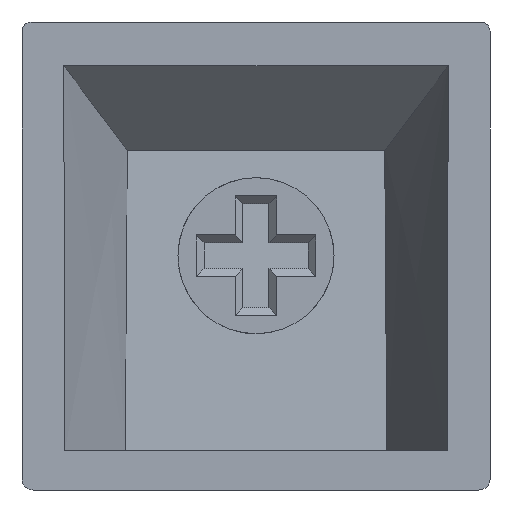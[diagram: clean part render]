
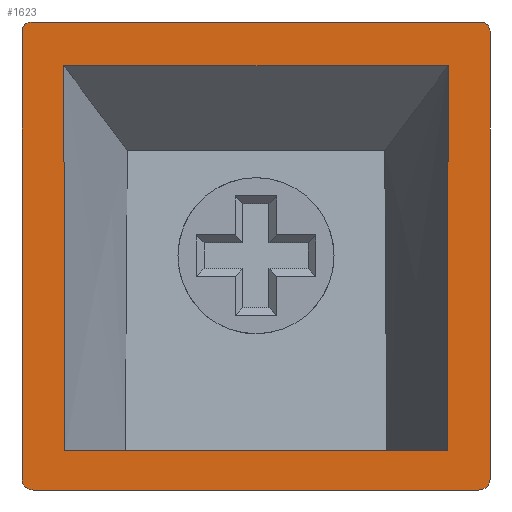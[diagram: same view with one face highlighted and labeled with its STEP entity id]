
A CAD part, front view. The second image highlights one B-rep face of the part: STEP entity #1623.
In plain terms, the highlighted planar face has unit normal (0, -1, 0).
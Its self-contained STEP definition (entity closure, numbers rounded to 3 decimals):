
#1623=ADVANCED_FACE('',(#1624,#1714),#1758,.T.);
#1624=FACE_BOUND('',#1625,.T.);
#1625=EDGE_LOOP('',(#1626,#1636,#1650,#1658,#1672,#1680,#1694,#1702));
#1626=ORIENTED_EDGE('',*,*,#1627,.T.);
#1627=EDGE_CURVE('',#1628,#1630,#1632,.F.);
#1628=VERTEX_POINT('',#1629);
#1629=CARTESIAN_POINT('',(0.443,0.0,-18.0));
#1630=VERTEX_POINT('',#1631);
#1631=CARTESIAN_POINT('',(17.557,0.0,-18.0));
#1632=LINE('',#1633,#1634);
#1633=CARTESIAN_POINT('',(0.0,0.0,-18.0));
#1634=VECTOR('',#1635,1.0);
#1635=DIRECTION('',(-1.0,0.0,0.0));
#1636=ORIENTED_EDGE('',*,*,#1637,.T.);
#1637=EDGE_CURVE('',#1630,#1638,#1640,.T.);
#1638=VERTEX_POINT('',#1639);
#1639=CARTESIAN_POINT('',(18.0,0.0,-17.6));
#1640=B_SPLINE_CURVE_WITH_KNOTS('',2,(#1641,#1642,#1643,#1644,#1645,#1646,#1647,#1648,#1649),.UNSPECIFIED.,.F.,.U.,(3,2,2,2,3),(0.0,0.25,0.5,0.75,1.0),.PIECEWISE_BEZIER_KNOTS.);
#1641=CARTESIAN_POINT('',(17.557,0.0,-18.0));
#1642=CARTESIAN_POINT('',(17.64,0.0,-18.0));
#1643=CARTESIAN_POINT('',(17.719,0.0,-17.972));
#1644=CARTESIAN_POINT('',(17.798,0.0,-17.945));
#1645=CARTESIAN_POINT('',(17.862,0.0,-17.891));
#1646=CARTESIAN_POINT('',(17.926,0.0,-17.836));
#1647=CARTESIAN_POINT('',(17.963,0.0,-17.761));
#1648=CARTESIAN_POINT('',(18.,0.0,-17.685));
#1649=CARTESIAN_POINT('',(18.,0.0,-17.6));
#1650=ORIENTED_EDGE('',*,*,#1651,.T.);
#1651=EDGE_CURVE('',#1638,#1652,#1654,.F.);
#1652=VERTEX_POINT('',#1653);
#1653=CARTESIAN_POINT('',(18.0,0.0,-0.378));
#1654=LINE('',#1655,#1656);
#1655=CARTESIAN_POINT('',(18.0,0.0,0.0));
#1656=VECTOR('',#1657,1.0);
#1657=DIRECTION('',(0.,0.0,-1.0));
#1658=ORIENTED_EDGE('',*,*,#1659,.T.);
#1659=EDGE_CURVE('',#1652,#1660,#1662,.T.);
#1660=VERTEX_POINT('',#1661);
#1661=CARTESIAN_POINT('',(17.64,0.0,0.0));
#1662=B_SPLINE_CURVE_WITH_KNOTS('',2,(#1663,#1664,#1665,#1666,#1667,#1668,#1669,#1670,#1671),.UNSPECIFIED.,.F.,.U.,(3,2,2,2,3),(0.0,0.25,0.5,0.75,1.0),.PIECEWISE_BEZIER_KNOTS.);
#1663=CARTESIAN_POINT('',(18.,0.0,-0.378));
#1664=CARTESIAN_POINT('',(18.,0.0,-0.303));
#1665=CARTESIAN_POINT('',(17.976,0.0,-0.235));
#1666=CARTESIAN_POINT('',(17.952,0.0,-0.166));
#1667=CARTESIAN_POINT('',(17.902,0.0,-0.111));
#1668=CARTESIAN_POINT('',(17.853,0.0,-0.058));
#1669=CARTESIAN_POINT('',(17.783,0.0,-0.028));
#1670=CARTESIAN_POINT('',(17.717,0.0,0.));
#1671=CARTESIAN_POINT('',(17.64,0.0,0.));
#1672=ORIENTED_EDGE('',*,*,#1673,.T.);
#1673=EDGE_CURVE('',#1660,#1674,#1676,.F.);
#1674=VERTEX_POINT('',#1675);
#1675=CARTESIAN_POINT('',(0.36,0.0,0.0));
#1676=LINE('',#1677,#1678);
#1677=CARTESIAN_POINT('',(0.0,0.0,0.0));
#1678=VECTOR('',#1679,1.0);
#1679=DIRECTION('',(1.0,0.0,0.0));
#1680=ORIENTED_EDGE('',*,*,#1681,.T.);
#1681=EDGE_CURVE('',#1674,#1682,#1684,.T.);
#1682=VERTEX_POINT('',#1683);
#1683=CARTESIAN_POINT('',(0.0,0.0,-0.378));
#1684=B_SPLINE_CURVE_WITH_KNOTS('',2,(#1685,#1686,#1687,#1688,#1689,#1690,#1691,#1692,#1693),.UNSPECIFIED.,.F.,.U.,(3,2,2,2,3),(0.0,0.25,0.5,0.75,1.0),.PIECEWISE_BEZIER_KNOTS.);
#1685=CARTESIAN_POINT('',(0.36,0.0,0.));
#1686=CARTESIAN_POINT('',(0.285,0.0,0.));
#1687=CARTESIAN_POINT('',(0.217,0.0,-0.028));
#1688=CARTESIAN_POINT('',(0.15,0.0,-0.055));
#1689=CARTESIAN_POINT('',(0.099,0.0,-0.111));
#1690=CARTESIAN_POINT('',(0.05,0.0,-0.162));
#1691=CARTESIAN_POINT('',(0.024,0.0,-0.235));
#1692=CARTESIAN_POINT('',(0.,0.0,-0.301));
#1693=CARTESIAN_POINT('',(0.,0.0,-0.378));
#1694=ORIENTED_EDGE('',*,*,#1695,.T.);
#1695=EDGE_CURVE('',#1682,#1696,#1698,.F.);
#1696=VERTEX_POINT('',#1697);
#1697=CARTESIAN_POINT('',(0.0,0.0,-17.6));
#1698=LINE('',#1699,#1700);
#1699=CARTESIAN_POINT('',(0.0,0.0,0.0));
#1700=VECTOR('',#1701,1.0);
#1701=DIRECTION('',(0.0,0.0,1.0));
#1702=ORIENTED_EDGE('',*,*,#1703,.T.);
#1703=EDGE_CURVE('',#1696,#1628,#1704,.T.);
#1704=B_SPLINE_CURVE_WITH_KNOTS('',2,(#1705,#1706,#1707,#1708,#1709,#1710,#1711,#1712,#1713),.UNSPECIFIED.,.F.,.U.,(3,2,2,2,3),(0.0,0.25,0.5,0.75,1.0),.PIECEWISE_BEZIER_KNOTS.);
#1705=CARTESIAN_POINT('',(0.,0.0,-17.6));
#1706=CARTESIAN_POINT('',(0.,0.0,-17.683));
#1707=CARTESIAN_POINT('',(0.037,0.0,-17.76));
#1708=CARTESIAN_POINT('',(0.072,0.0,-17.833));
#1709=CARTESIAN_POINT('',(0.138,0.0,-17.89));
#1710=CARTESIAN_POINT('',(0.198,0.0,-17.943));
#1711=CARTESIAN_POINT('',(0.28,0.0,-17.972));
#1712=CARTESIAN_POINT('',(0.358,0.0,-18.0));
#1713=CARTESIAN_POINT('',(0.443,0.0,-18.0));
#1714=FACE_BOUND('',#1715,.T.);
#1715=EDGE_LOOP('',(#1716,#1726,#1739,#1747));
#1716=ORIENTED_EDGE('',*,*,#1717,.T.);
#1717=EDGE_CURVE('',#1718,#1720,#1722,.T.);
#1718=VERTEX_POINT('',#1719);
#1719=CARTESIAN_POINT('',(16.353,0.,-16.5));
#1720=VERTEX_POINT('',#1721);
#1721=CARTESIAN_POINT('',(1.647,0.,-16.5));
#1722=LINE('',#1723,#1724);
#1723=CARTESIAN_POINT('',(0.0,0.0,-16.5));
#1724=VECTOR('',#1725,1.0);
#1725=DIRECTION('',(-1.0,0.0,0.0));
#1726=ORIENTED_EDGE('',*,*,#1727,.T.);
#1727=EDGE_CURVE('',#1720,#1728,#1730,.T.);
#1728=VERTEX_POINT('',#1729);
#1729=CARTESIAN_POINT('',(1.605,0.,-1.684));
#1730=B_SPLINE_CURVE_WITH_KNOTS('',3,(#1731,#1732,#1733,#1734,#1735,#1736,#1737,#1738),.UNSPECIFIED.,.F.,.U.,(4,2,2,4),(0.0,4.788,9.802,14.816),.UNSPECIFIED.);
#1731=CARTESIAN_POINT('',(1.647,0.,-16.5));
#1732=CARTESIAN_POINT('',(1.641,0.,-14.904));
#1733=CARTESIAN_POINT('',(1.636,0.,-13.308));
#1734=CARTESIAN_POINT('',(1.626,0.,-10.041));
#1735=CARTESIAN_POINT('',(1.621,0.0,-8.37));
#1736=CARTESIAN_POINT('',(1.613,0.0,-5.027));
#1737=CARTESIAN_POINT('',(1.609,0.,-3.355));
#1738=CARTESIAN_POINT('',(1.605,0.,-1.684));
#1739=ORIENTED_EDGE('',*,*,#1740,.T.);
#1740=EDGE_CURVE('',#1728,#1741,#1743,.T.);
#1741=VERTEX_POINT('',#1742);
#1742=CARTESIAN_POINT('',(16.395,0.,-1.684));
#1743=LINE('',#1744,#1745);
#1744=CARTESIAN_POINT('',(0.0,0.0,-1.684));
#1745=VECTOR('',#1746,1.0);
#1746=DIRECTION('',(1.0,0.0,0.0));
#1747=ORIENTED_EDGE('',*,*,#1748,.T.);
#1748=EDGE_CURVE('',#1741,#1718,#1749,.T.);
#1749=B_SPLINE_CURVE_WITH_KNOTS('',3,(#1750,#1751,#1752,#1753,#1754,#1755,#1756,#1757),.UNSPECIFIED.,.F.,.U.,(4,2,2,4),(0.0,4.786,9.801,14.816),.UNSPECIFIED.);
#1750=CARTESIAN_POINT('',(16.395,0.,-1.684));
#1751=CARTESIAN_POINT('',(16.392,0.,-3.279));
#1752=CARTESIAN_POINT('',(16.388,0.,-4.874));
#1753=CARTESIAN_POINT('',(16.38,0.,-8.141));
#1754=CARTESIAN_POINT('',(16.375,0.,-9.813));
#1755=CARTESIAN_POINT('',(16.365,0.,-13.157));
#1756=CARTESIAN_POINT('',(16.359,0.,-14.828));
#1757=CARTESIAN_POINT('',(16.353,0.,-16.5));
#1758=PLANE('',#1759);
#1759=AXIS2_PLACEMENT_3D('',#1760,#1761,#1762);
#1760=CARTESIAN_POINT('',(0.0,0.0,0.0));
#1761=DIRECTION('',(0.0,-1.0,0.0));
#1762=DIRECTION('',(0.0,0.0,-1.0));
